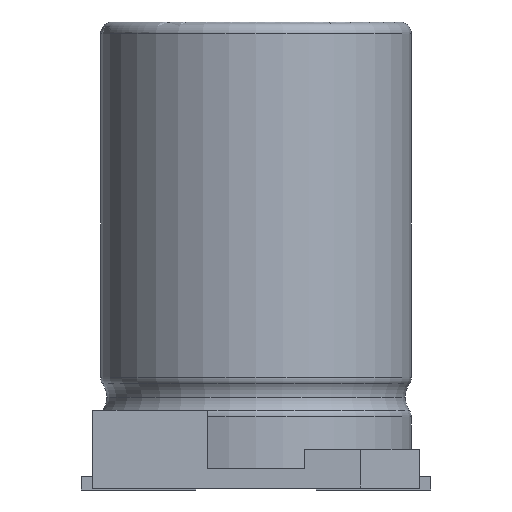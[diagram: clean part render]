
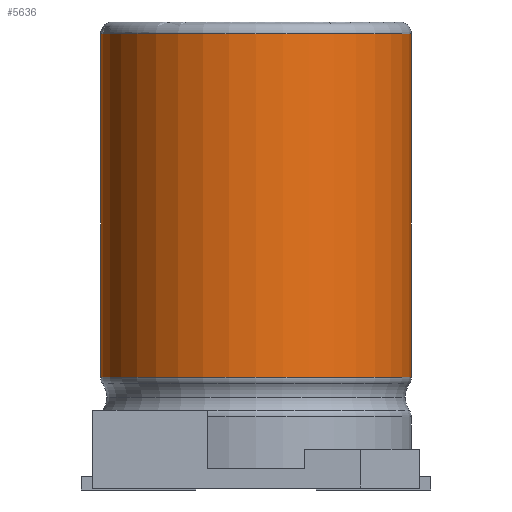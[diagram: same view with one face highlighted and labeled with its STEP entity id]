
A CAD part, front view. The second image highlights one B-rep face of the part: STEP entity #5636.
In plain terms, the highlighted cylindrical face has radius 4 mm (diameter 8 mm), a partial arc.
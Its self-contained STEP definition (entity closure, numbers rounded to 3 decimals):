
#125 = AXIS2_PLACEMENT_3D ( 'NONE', #4209, #12799, #11750 ) ;
#233 = AXIS2_PLACEMENT_3D ( 'NONE', #9196, #12448, #13439 ) ;
#351 = EDGE_CURVE ( 'NONE', #1434, #10452, #9649, .T. ) ;
#486 = DIRECTION ( 'NONE',  ( 0., 0., 1. ) ) ;
#756 = CARTESIAN_POINT ( 'NONE',  ( -4., 0., 35.314 ) ) ;
#1215 = EDGE_CURVE ( 'NONE', #4755, #4198, #8567, .T. ) ;
#1242 = LINE ( 'NONE', #5303, #7861 ) ;
#1434 = VERTEX_POINT ( 'NONE', #10560 ) ;
#2122 = EDGE_LOOP ( 'NONE', ( #4438, #12249, #2978, #5861 ) ) ;
#2214 = CARTESIAN_POINT ( 'NONE',  ( -4., 0., 11.7 ) ) ;
#2394 = VECTOR ( 'NONE', #11232, 1000. ) ;
#2727 = CARTESIAN_POINT ( 'NONE',  ( 4., 0., 2.852 ) ) ;
#2978 = ORIENTED_EDGE ( 'NONE', *, *, #3950, .T. ) ;
#3950 = EDGE_CURVE ( 'NONE', #10452, #4755, #6025, .T. ) ;
#4198 = VERTEX_POINT ( 'NONE', #2727 ) ;
#4209 = CARTESIAN_POINT ( 'NONE',  ( 0., 0., 11.7 ) ) ;
#4438 = ORIENTED_EDGE ( 'NONE', *, *, #9022, .F. ) ;
#4755 = VERTEX_POINT ( 'NONE', #9783 ) ;
#5303 = CARTESIAN_POINT ( 'NONE',  ( 4., 0., 35.314 ) ) ;
#5636 = ADVANCED_FACE ( 'NONE', ( #12314 ), #7175, .T. ) ;
#5758 = DIRECTION ( 'NONE',  ( -1., 0., 0. ) ) ;
#5861 = ORIENTED_EDGE ( 'NONE', *, *, #1215, .T. ) ;
#6025 = LINE ( 'NONE', #756, #2394 ) ;
#7175 = CYLINDRICAL_SURFACE ( 'NONE', #233, 4. ) ;
#7861 = VECTOR ( 'NONE', #11841, 1000. ) ;
#8567 = CIRCLE ( 'NONE', #9884, 4. ) ;
#9022 = EDGE_CURVE ( 'NONE', #1434, #4198, #1242, .T. ) ;
#9196 = CARTESIAN_POINT ( 'NONE',  ( 0., 0., 35.314 ) ) ;
#9649 = CIRCLE ( 'NONE', #125, 4. ) ;
#9783 = CARTESIAN_POINT ( 'NONE',  ( -4., 0., 2.852 ) ) ;
#9884 = AXIS2_PLACEMENT_3D ( 'NONE', #12158, #486, #5758 ) ;
#10452 = VERTEX_POINT ( 'NONE', #2214 ) ;
#10560 = CARTESIAN_POINT ( 'NONE',  ( 4., 0., 11.7 ) ) ;
#11232 = DIRECTION ( 'NONE',  ( 0., 0., -1. ) ) ;
#11750 = DIRECTION ( 'NONE',  ( 1., 0., 0. ) ) ;
#11841 = DIRECTION ( 'NONE',  ( 0., 0., -1. ) ) ;
#12158 = CARTESIAN_POINT ( 'NONE',  ( 0., 0., 2.852 ) ) ;
#12249 = ORIENTED_EDGE ( 'NONE', *, *, #351, .T. ) ;
#12314 = FACE_OUTER_BOUND ( 'NONE', #2122, .T. ) ;
#12448 = DIRECTION ( 'NONE',  ( 0., 0., -1. ) ) ;
#12799 = DIRECTION ( 'NONE',  ( 0., 0., -1. ) ) ;
#13439 = DIRECTION ( 'NONE',  ( -1., 0., 0. ) ) ;
